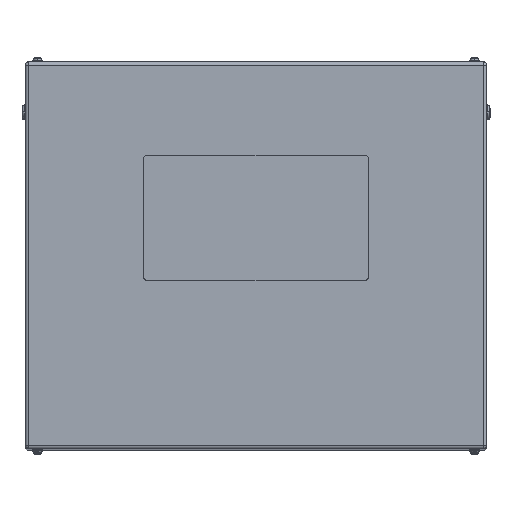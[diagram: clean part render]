
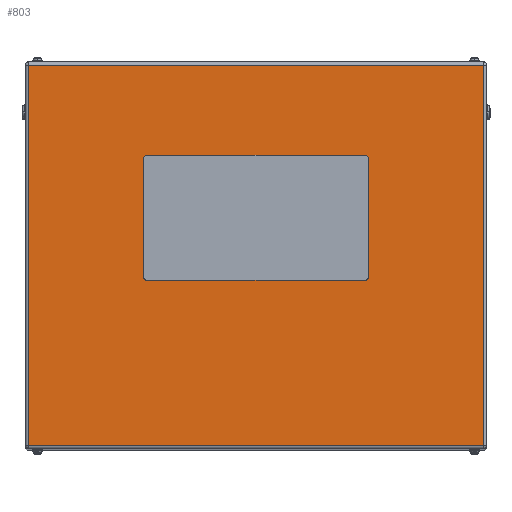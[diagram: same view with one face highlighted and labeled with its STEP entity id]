
A CAD part, top view. The second image highlights one B-rep face of the part: STEP entity #803.
In plain terms, the highlighted planar face has unit normal (0, 0, 1).
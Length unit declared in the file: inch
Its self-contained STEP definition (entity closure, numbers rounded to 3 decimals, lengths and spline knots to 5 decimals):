
#71 = CARTESIAN_POINT ( 'NONE',  ( 18.234, -15.234, 33.5 ) ) ;
#160 = EDGE_LOOP ( 'NONE', ( #6949, #11767, #5470, #3588 ) ) ;
#315 = CARTESIAN_POINT ( 'NONE',  ( -8.75, -1.75, 33.5 ) ) ;
#475 = VERTEX_POINT ( 'NONE', #18216 ) ;
#483 = ORIENTED_EDGE ( 'NONE', *, *, #8987, .F. ) ;
#514 = CARTESIAN_POINT ( 'NONE',  ( -9., -1.75, 33.5 ) ) ;
#803 = ADVANCED_FACE ( 'NONE', ( #8901, #11855 ), #10518, .F. ) ;
#1026 = CARTESIAN_POINT ( 'NONE',  ( -18.234, -15.234, 33.5 ) ) ;
#1487 = VECTOR ( 'NONE', #3378, 39.37008 ) ;
#1664 = VECTOR ( 'NONE', #7727, 39.37008 ) ;
#1827 = LINE ( 'NONE', #17355, #1487 ) ;
#1906 = LINE ( 'NONE', #71, #16922 ) ;
#2233 = VECTOR ( 'NONE', #6405, 39.37008 ) ;
#2377 = DIRECTION ( 'NONE',  ( -1., 0., 0. ) ) ;
#2568 = VERTEX_POINT ( 'NONE', #15394 ) ;
#2608 = EDGE_CURVE ( 'NONE', #19134, #2568, #18627, .T. ) ;
#2870 = CARTESIAN_POINT ( 'NONE',  ( -9., 7.75, 33.5 ) ) ;
#3378 = DIRECTION ( 'NONE',  ( 0., 1., 0. ) ) ;
#3497 = AXIS2_PLACEMENT_3D ( 'NONE', #315, #19061, #15881 ) ;
#3588 = ORIENTED_EDGE ( 'NONE', *, *, #11782, .T. ) ;
#3984 = VERTEX_POINT ( 'NONE', #17839 ) ;
#4331 = AXIS2_PLACEMENT_3D ( 'NONE', #18357, #19704, #18474 ) ;
#4497 = VERTEX_POINT ( 'NONE', #2870 ) ;
#5006 = CIRCLE ( 'NONE', #4331, 0.25 ) ;
#5029 = CIRCLE ( 'NONE', #16850, 0.25 ) ;
#5248 = ORIENTED_EDGE ( 'NONE', *, *, #6805, .F. ) ;
#5470 = ORIENTED_EDGE ( 'NONE', *, *, #19048, .T. ) ;
#5548 = ORIENTED_EDGE ( 'NONE', *, *, #13173, .F. ) ;
#5776 = CARTESIAN_POINT ( 'NONE',  ( -9., 7.75, 33.5 ) ) ;
#6049 = VECTOR ( 'NONE', #18227, 39.37008 ) ;
#6208 = DIRECTION ( 'NONE',  ( 0., 0., 1. ) ) ;
#6210 = EDGE_LOOP ( 'NONE', ( #12828, #5248, #15428, #8733, #13078, #483, #10271, #5548 ) ) ;
#6366 = EDGE_CURVE ( 'NONE', #9857, #475, #1906, .T. ) ;
#6405 = DIRECTION ( 'NONE',  ( 0., 1., 0. ) ) ;
#6805 = EDGE_CURVE ( 'NONE', #13656, #11036, #7123, .T. ) ;
#6949 = ORIENTED_EDGE ( 'NONE', *, *, #14017, .T. ) ;
#7123 = CIRCLE ( 'NONE', #3497, 0.25 ) ;
#7240 = LINE ( 'NONE', #5776, #6049 ) ;
#7243 = CIRCLE ( 'NONE', #9561, 0.25 ) ;
#7347 = CARTESIAN_POINT ( 'NONE',  ( -8.75, -2., 33.5 ) ) ;
#7427 = CARTESIAN_POINT ( 'NONE',  ( 9., -1.75, 33.5 ) ) ;
#7440 = DIRECTION ( 'NONE',  ( 1., 0., 0. ) ) ;
#7727 = DIRECTION ( 'NONE',  ( -1., 0., 0. ) ) ;
#7907 = AXIS2_PLACEMENT_3D ( 'NONE', #8799, #11654, #2377 ) ;
#8025 = DIRECTION ( 'NONE',  ( 0., -1., 0. ) ) ;
#8507 = VERTEX_POINT ( 'NONE', #11687 ) ;
#8733 = ORIENTED_EDGE ( 'NONE', *, *, #14311, .F. ) ;
#8799 = CARTESIAN_POINT ( 'NONE',  ( 18.5, 15.5, 33.5 ) ) ;
#8901 = FACE_BOUND ( 'NONE', #6210, .T. ) ;
#8987 = EDGE_CURVE ( 'NONE', #3984, #19134, #7243, .T. ) ;
#9320 = CARTESIAN_POINT ( 'NONE',  ( -8.75, 8., 33.5 ) ) ;
#9331 = DIRECTION ( 'NONE',  ( -1., 0., 0. ) ) ;
#9561 = AXIS2_PLACEMENT_3D ( 'NONE', #13722, #6208, #9331 ) ;
#9857 = VERTEX_POINT ( 'NONE', #1026 ) ;
#10271 = ORIENTED_EDGE ( 'NONE', *, *, #16163, .F. ) ;
#10518 = PLANE ( 'NONE',  #7907 ) ;
#10801 = CARTESIAN_POINT ( 'NONE',  ( 9., 7.75, 33.5 ) ) ;
#11036 = VERTEX_POINT ( 'NONE', #14927 ) ;
#11608 = CARTESIAN_POINT ( 'NONE',  ( 8.75, 8., 33.5 ) ) ;
#11654 = DIRECTION ( 'NONE',  ( 0., 0., -1. ) ) ;
#11687 = CARTESIAN_POINT ( 'NONE',  ( 18.234, 15.234, 33.5 ) ) ;
#11767 = ORIENTED_EDGE ( 'NONE', *, *, #6366, .T. ) ;
#11782 = EDGE_CURVE ( 'NONE', #8507, #13330, #14230, .T. ) ;
#11855 = FACE_OUTER_BOUND ( 'NONE', #160, .T. ) ;
#12224 = LINE ( 'NONE', #15916, #14259 ) ;
#12778 = VERTEX_POINT ( 'NONE', #7427 ) ;
#12828 = ORIENTED_EDGE ( 'NONE', *, *, #14360, .F. ) ;
#13078 = ORIENTED_EDGE ( 'NONE', *, *, #2608, .F. ) ;
#13173 = EDGE_CURVE ( 'NONE', #19230, #12778, #5006, .T. ) ;
#13330 = VERTEX_POINT ( 'NONE', #14770 ) ;
#13656 = VERTEX_POINT ( 'NONE', #514 ) ;
#13716 = LINE ( 'NONE', #7347, #18176 ) ;
#13722 = CARTESIAN_POINT ( 'NONE',  ( 8.75, 7.75, 33.5 ) ) ;
#14017 = EDGE_CURVE ( 'NONE', #13330, #9857, #12224, .T. ) ;
#14230 = LINE ( 'NONE', #18617, #1664 ) ;
#14259 = VECTOR ( 'NONE', #8025, 39.37008 ) ;
#14284 = EDGE_CURVE ( 'NONE', #4497, #13656, #7240, .T. ) ;
#14311 = EDGE_CURVE ( 'NONE', #2568, #4497, #5029, .T. ) ;
#14360 = EDGE_CURVE ( 'NONE', #11036, #19230, #13716, .T. ) ;
#14770 = CARTESIAN_POINT ( 'NONE',  ( -18.234, 15.234, 33.5 ) ) ;
#14927 = CARTESIAN_POINT ( 'NONE',  ( -8.75, -2., 33.5 ) ) ;
#15248 = DIRECTION ( 'NONE',  ( 0., 0., 1. ) ) ;
#15394 = CARTESIAN_POINT ( 'NONE',  ( -8.75, 8., 33.5 ) ) ;
#15421 = LINE ( 'NONE', #10801, #2233 ) ;
#15428 = ORIENTED_EDGE ( 'NONE', *, *, #14284, .F. ) ;
#15881 = DIRECTION ( 'NONE',  ( 1., 0., 0. ) ) ;
#15916 = CARTESIAN_POINT ( 'NONE',  ( -18.234, 15.5, 33.5 ) ) ;
#16098 = VECTOR ( 'NONE', #18732, 39.37008 ) ;
#16163 = EDGE_CURVE ( 'NONE', #12778, #3984, #15421, .T. ) ;
#16775 = CARTESIAN_POINT ( 'NONE',  ( -8.75, 7.75, 33.5 ) ) ;
#16850 = AXIS2_PLACEMENT_3D ( 'NONE', #16775, #15248, #18316 ) ;
#16922 = VECTOR ( 'NONE', #17657, 39.37008 ) ;
#17355 = CARTESIAN_POINT ( 'NONE',  ( 18.234, 15.5, 33.5 ) ) ;
#17657 = DIRECTION ( 'NONE',  ( 1., 0., 0. ) ) ;
#17839 = CARTESIAN_POINT ( 'NONE',  ( 9., 7.75, 33.5 ) ) ;
#18176 = VECTOR ( 'NONE', #7440, 39.37008 ) ;
#18216 = CARTESIAN_POINT ( 'NONE',  ( 18.234, -15.234, 33.5 ) ) ;
#18227 = DIRECTION ( 'NONE',  ( 0., -1., 0. ) ) ;
#18316 = DIRECTION ( 'NONE',  ( 1., 0., 0. ) ) ;
#18357 = CARTESIAN_POINT ( 'NONE',  ( 8.75, -1.75, 33.5 ) ) ;
#18474 = DIRECTION ( 'NONE',  ( 1., 0., 0. ) ) ;
#18617 = CARTESIAN_POINT ( 'NONE',  ( 18.5, 15.234, 33.5 ) ) ;
#18627 = LINE ( 'NONE', #9320, #16098 ) ;
#18674 = CARTESIAN_POINT ( 'NONE',  ( 8.75, -2., 33.5 ) ) ;
#18732 = DIRECTION ( 'NONE',  ( -1., 0., 0. ) ) ;
#19048 = EDGE_CURVE ( 'NONE', #475, #8507, #1827, .T. ) ;
#19061 = DIRECTION ( 'NONE',  ( 0., 0., 1. ) ) ;
#19134 = VERTEX_POINT ( 'NONE', #11608 ) ;
#19230 = VERTEX_POINT ( 'NONE', #18674 ) ;
#19704 = DIRECTION ( 'NONE',  ( 0., 0., 1. ) ) ;
